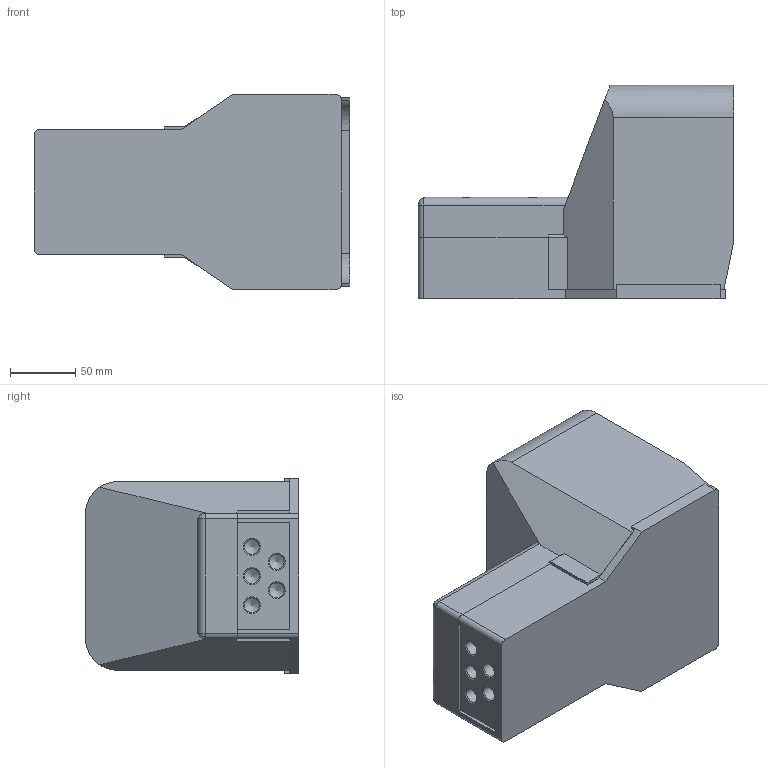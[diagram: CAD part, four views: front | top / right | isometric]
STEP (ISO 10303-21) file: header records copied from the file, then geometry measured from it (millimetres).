
FILE_DESCRIPTION( ( 'STEP AP214' ), ' ' );
FILE_NAME( 'W3120000021(3CPR).stp', '2017-03-02T10:06:52', ( '' ), ( '' ), ' ', 'PARTsolutions', ' ' );
FILE_SCHEMA( ( 'AUTOMOTIVE_DESIGN { 1 0 10303 214 1 1 1 1 }' ) );
Length unit declared in the file: millimetre
Products named in the file (6): W3120000021(3CPR); _W3120000021Pedal; _W3120000021Body; _W3120000021Body1; _M4Screw; _W3120000021Pedal1
Assembly tree (8 placements, depth 2):
  W3120000021(3CPR)
    _W3120000021Pedal
    _W3120000021Body
    _W3120000021Body1
    _M4Screw  x4
    _W3120000021Pedal1
Bounding box: 242.5 x 164 x 150 mm (x, y, z)
Volume: 624369.4 mm3; surface area: 315988.5 mm2
Topology: 8 solids, 10 shells, 465 faces, 1175 edges, 773 vertices
Faces by surface type: plane 356, cylinder 78, cone 16, torus 8, sphere 4, bspline 3
Full cylindrical faces by diameter (mm): 4 x8, 4.2 x1, 7 x4, 8 x12, 9 x4, 10 x4, 11.445 x5, 28 x1, 36 x1
Entity records: 15144 total; most frequent: CARTESIAN_POINT 2198, DIRECTION 1941, ORIENTED_EDGE 1910, EDGE_CURVE 955, LINE 769, VECTOR 769, VERTEX_POINT 663, AXIS2_PLACEMENT_3D 586
